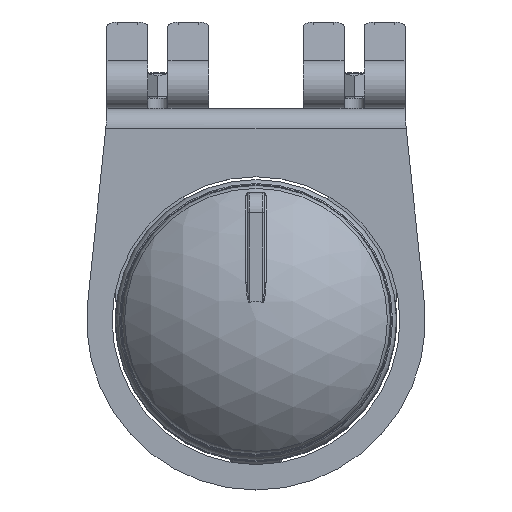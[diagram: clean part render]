
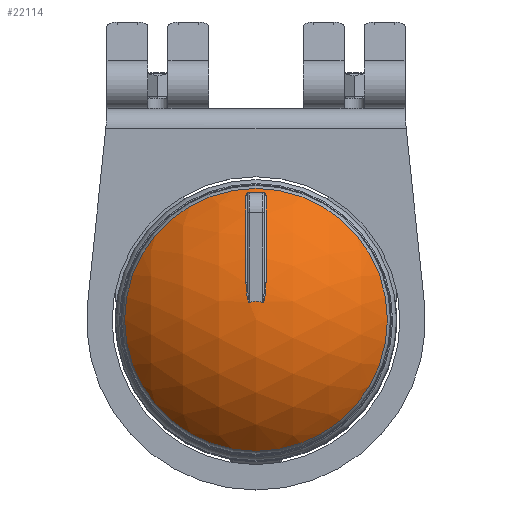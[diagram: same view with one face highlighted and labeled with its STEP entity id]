
A CAD part, top view. The second image highlights one B-rep face of the part: STEP entity #22114.
In plain terms, the highlighted spherical face has radius 50 mm.
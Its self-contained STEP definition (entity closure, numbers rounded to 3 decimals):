
#49=SPHERICAL_SURFACE('',#24644,50.);
#1364=FACE_BOUND('',#4032,.T.);
#2520=FACE_OUTER_BOUND('',#4031,.T.);
#4031=EDGE_LOOP('',(#17720));
#4032=EDGE_LOOP('',(#17721,#17722,#17723,#17724,#17725,#17726,#17727,#17728));
#5267=B_SPLINE_CURVE_WITH_KNOTS('',3,(#43787,#43788,#43789,#43790,#43791,
#43792,#43793,#43794,#43795,#43796),.UNSPECIFIED.,.F.,.F.,(4,1,1,1,1,1,
1,4),(0.,0.265,0.353,0.441,0.529,
0.573,0.595,0.618),.UNSPECIFIED.);
#5269=B_SPLINE_CURVE_WITH_KNOTS('',3,(#43859,#43860,#43861,#43862,#43863,
#43864,#43865,#43866,#43867),.UNSPECIFIED.,.F.,.F.,(4,1,1,1,1,1,4),(0.,
0.022,0.044,0.088,0.176,
0.265,0.618),.UNSPECIFIED.);
#5271=B_SPLINE_CURVE_WITH_KNOTS('',3,(#43911,#43912,#43913,#43914,#43915,
#43916),.UNSPECIFIED.,.F.,.F.,(4,1,1,4),(0.,0.083,
0.139,0.195),.UNSPECIFIED.);
#5273=B_SPLINE_CURVE_WITH_KNOTS('',3,(#43961,#43962,#43963,#43964,#43965,
#43966),.UNSPECIFIED.,.F.,.F.,(4,1,1,4),(0.,0.056,
0.111,0.195),.UNSPECIFIED.);
#8080=CIRCLE('',#24626,5.442);
#8083=CIRCLE('',#24630,49.912);
#8087=CIRCLE('',#24635,32.818);
#8089=CIRCLE('',#24638,49.912);
#8092=CIRCLE('',#24645,38.804);
#9856=VERTEX_POINT('',#43772);
#9858=VERTEX_POINT('',#43785);
#9859=VERTEX_POINT('',#43798);
#9861=VERTEX_POINT('',#43848);
#9862=VERTEX_POINT('',#43869);
#9863=VERTEX_POINT('',#43902);
#9865=VERTEX_POINT('',#43918);
#9867=VERTEX_POINT('',#43953);
#9871=VERTEX_POINT('',#43982);
#12577=EDGE_CURVE('',#9858,#9856,#5267,.T.);
#12580=EDGE_CURVE('',#9856,#9859,#8080,.T.);
#12583=EDGE_CURVE('',#9859,#9861,#5269,.T.);
#12585=EDGE_CURVE('',#9861,#9862,#8083,.T.);
#12588=EDGE_CURVE('',#9862,#9863,#5271,.T.);
#12591=EDGE_CURVE('',#9863,#9865,#8087,.T.);
#12594=EDGE_CURVE('',#9865,#9867,#5273,.T.);
#12595=EDGE_CURVE('',#9867,#9858,#8089,.T.);
#12602=EDGE_CURVE('',#9871,#9871,#8092,.T.);
#17720=ORIENTED_EDGE('',*,*,#12602,.T.);
#17721=ORIENTED_EDGE('',*,*,#12577,.F.);
#17722=ORIENTED_EDGE('',*,*,#12595,.F.);
#17723=ORIENTED_EDGE('',*,*,#12594,.F.);
#17724=ORIENTED_EDGE('',*,*,#12591,.F.);
#17725=ORIENTED_EDGE('',*,*,#12588,.F.);
#17726=ORIENTED_EDGE('',*,*,#12585,.F.);
#17727=ORIENTED_EDGE('',*,*,#12583,.F.);
#17728=ORIENTED_EDGE('',*,*,#12580,.F.);
#22114=ADVANCED_FACE('',(#2520,#1364),#49,.T.);
#24626=AXIS2_PLACEMENT_3D('',#43802,#28991,#28992);
#24630=AXIS2_PLACEMENT_3D('',#43871,#28999,#29000);
#24635=AXIS2_PLACEMENT_3D('',#43922,#29009,#29010);
#24638=AXIS2_PLACEMENT_3D('',#43968,#29015,#29016);
#24644=AXIS2_PLACEMENT_3D('',#43981,#29031,#29032);
#24645=AXIS2_PLACEMENT_3D('',#43983,#29033,#29034);
#28991=DIRECTION('center_axis',(0.,-1.,0.));
#28992=DIRECTION('ref_axis',(1.,0.,0.));
#28999=DIRECTION('center_axis',(0.,0.,-1.));
#29000=DIRECTION('ref_axis',(0.484,0.875,0.));
#29009=DIRECTION('center_axis',(-1.,0.,0.));
#29010=DIRECTION('ref_axis',(0.,1.,0.));
#29015=DIRECTION('center_axis',(0.,0.,1.));
#29016=DIRECTION('ref_axis',(0.484,0.875,0.));
#29031=DIRECTION('center_axis',(0.,0.,1.));
#29032=DIRECTION('ref_axis',(1.,0.,0.));
#29033=DIRECTION('center_axis',(0.,1.,0.));
#29034=DIRECTION('ref_axis',(1.,0.,0.));
#43772=CARTESIAN_POINT('',(5.069,277.203,-1.98));
#43785=CARTESIAN_POINT('',(10.874,276.213,-2.97));
#43787=CARTESIAN_POINT('Ctrl Pts',(10.874,276.213,-2.97));
#43788=CARTESIAN_POINT('Ctrl Pts',(10.021,276.403,-2.97));
#43789=CARTESIAN_POINT('Ctrl Pts',(8.879,276.631,-2.897));
#43790=CARTESIAN_POINT('Ctrl Pts',(7.455,276.868,-2.726));
#43791=CARTESIAN_POINT('Ctrl Pts',(6.605,276.997,-2.589));
#43792=CARTESIAN_POINT('Ctrl Pts',(5.899,277.092,-2.445));
#43793=CARTESIAN_POINT('Ctrl Pts',(5.412,277.154,-2.29));
#43794=CARTESIAN_POINT('Ctrl Pts',(5.156,277.186,-2.171));
#43795=CARTESIAN_POINT('Ctrl Pts',(5.042,277.203,-2.048));
#43796=CARTESIAN_POINT('Ctrl Pts',(5.069,277.203,-1.98));
#43798=CARTESIAN_POINT('',(5.069,277.203,1.98));
#43802=CARTESIAN_POINT('Origin',(0.,277.203,0.));
#43848=CARTESIAN_POINT('',(10.874,276.213,2.97));
#43859=CARTESIAN_POINT('Ctrl Pts',(5.069,277.203,1.98));
#43860=CARTESIAN_POINT('Ctrl Pts',(5.042,277.203,2.048));
#43861=CARTESIAN_POINT('Ctrl Pts',(5.156,277.186,2.171));
#43862=CARTESIAN_POINT('Ctrl Pts',(5.412,277.154,2.29));
#43863=CARTESIAN_POINT('Ctrl Pts',(5.899,277.092,2.445));
#43864=CARTESIAN_POINT('Ctrl Pts',(6.605,276.997,2.592));
#43865=CARTESIAN_POINT('Ctrl Pts',(8.307,276.74,2.859));
#43866=CARTESIAN_POINT('Ctrl Pts',(9.737,276.467,2.97));
#43867=CARTESIAN_POINT('Ctrl Pts',(10.874,276.213,2.97));
#43869=CARTESIAN_POINT('',(36.733,261.292,2.97));
#43871=CARTESIAN_POINT('Origin',(0.,227.5,2.97));
#43902=CARTESIAN_POINT('',(37.723,260.258,1.98));
#43911=CARTESIAN_POINT('Ctrl Pts',(36.733,261.292,2.97));
#43912=CARTESIAN_POINT('Ctrl Pts',(36.919,261.089,2.97));
#43913=CARTESIAN_POINT('Ctrl Pts',(37.231,260.752,2.884));
#43914=CARTESIAN_POINT('Ctrl Pts',(37.609,260.353,2.521));
#43915=CARTESIAN_POINT('Ctrl Pts',(37.723,260.247,2.164));
#43916=CARTESIAN_POINT('Ctrl Pts',(37.723,260.258,1.98));
#43918=CARTESIAN_POINT('',(37.723,260.258,-1.98));
#43922=CARTESIAN_POINT('Origin',(37.723,227.5,0.));
#43953=CARTESIAN_POINT('',(36.733,261.292,-2.97));
#43961=CARTESIAN_POINT('Ctrl Pts',(37.723,260.258,-1.98));
#43962=CARTESIAN_POINT('Ctrl Pts',(37.723,260.247,-2.164));
#43963=CARTESIAN_POINT('Ctrl Pts',(37.609,260.353,-2.521));
#43964=CARTESIAN_POINT('Ctrl Pts',(37.231,260.752,-2.884));
#43965=CARTESIAN_POINT('Ctrl Pts',(36.919,261.089,-2.97));
#43966=CARTESIAN_POINT('Ctrl Pts',(36.733,261.292,-2.97));
#43968=CARTESIAN_POINT('Origin',(0.,227.5,-2.97));
#43981=CARTESIAN_POINT('Origin',(0.,227.5,0.));
#43982=CARTESIAN_POINT('',(0.,259.031,-38.804));
#43983=CARTESIAN_POINT('Origin',(0.,259.031,0.));
